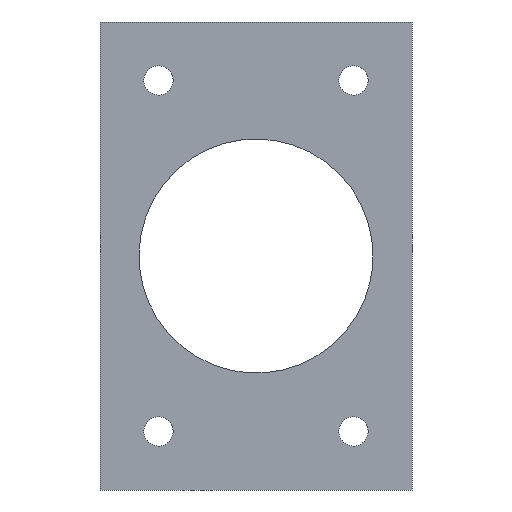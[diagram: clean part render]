
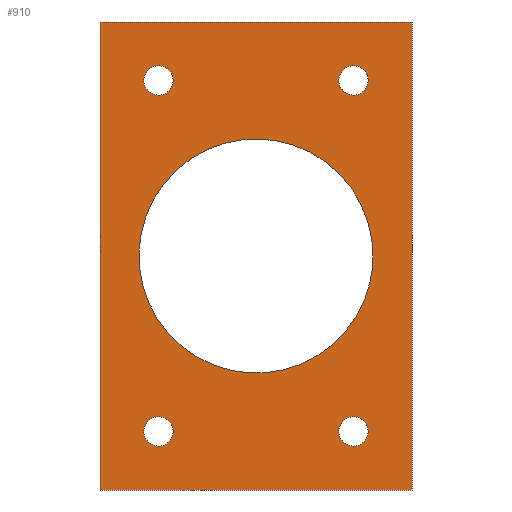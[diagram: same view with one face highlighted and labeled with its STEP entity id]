
A CAD part, front view. The second image highlights one B-rep face of the part: STEP entity #910.
In plain terms, the highlighted planar face has unit normal (0, -1, 0).
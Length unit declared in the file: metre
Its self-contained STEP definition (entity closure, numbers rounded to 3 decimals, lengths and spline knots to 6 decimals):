
#40 = CARTESIAN_POINT('NONE', (-0.0508, 0, 0.0762));
#41 = VERTEX_POINT('NONE', #40);
#42 = CARTESIAN_POINT('NONE', (0.0508, 0, 0.0762));
#43 = VERTEX_POINT('NONE', #42);
#48 = CARTESIAN_POINT('NONE', (0.0508, 0, -0.0762));
#49 = VERTEX_POINT('NONE', #48);
#52 = CARTESIAN_POINT('NONE', (-0.0508, 0, -0.0762));
#53 = VERTEX_POINT('NONE', #52);
#56 = CARTESIAN_POINT('NONE', (-0.026988, 0, 0.05715));
#57 = VERTEX_POINT('NONE', #56);
#60 = CARTESIAN_POINT('NONE', (-0.026988, 0, -0.05715));
#61 = VERTEX_POINT('NONE', #60);
#64 = CARTESIAN_POINT('NONE', (0.036513, 0, -0.05715));
#65 = VERTEX_POINT('NONE', #64);
#68 = CARTESIAN_POINT('NONE', (0.036513, 0, 0.05715));
#69 = VERTEX_POINT('NONE', #68);
#72 = CARTESIAN_POINT('NONE', (0.0381, 0, 0.));
#73 = VERTEX_POINT('NONE', #72);
#244 = DIRECTION('NONE', (1, 0, 0));
#245 = VECTOR('NONE', #244, 1);
#246 = CARTESIAN_POINT('NONE', (-0.0508, 0, 0.0762));
#247 = LINE('NONE', #246, #245);
#260 = DIRECTION('NONE', (0, 0, -1));
#261 = VECTOR('NONE', #260, 1);
#262 = CARTESIAN_POINT('NONE', (0.0508, 0, 0.0762));
#263 = LINE('NONE', #262, #261);
#272 = DIRECTION('NONE', (-1, 0, 0));
#273 = VECTOR('NONE', #272, 1);
#274 = CARTESIAN_POINT('NONE', (0.0508, 0, -0.0762));
#275 = LINE('NONE', #274, #273);
#284 = DIRECTION('NONE', (0, 0, 1));
#285 = VECTOR('NONE', #284, 1);
#286 = CARTESIAN_POINT('NONE', (-0.0508, 0, -0.0762));
#287 = LINE('NONE', #286, #285);
#292 = CARTESIAN_POINT('NONE', (-0.026988, 0, 0.05715));
#293 = CARTESIAN_POINT('NONE', (-0.026988, 0, 0.061913));
#294 = CARTESIAN_POINT('NONE', (-0.03175, 0, 0.061913));
#295 = CARTESIAN_POINT('NONE', (-0.036512, 0, 0.061912));
#296 = CARTESIAN_POINT('NONE', (-0.036513, 0, 0.05715));
#297 = CARTESIAN_POINT('NONE', (-0.036512, 0, 0.052387));
#298 = CARTESIAN_POINT('NONE', (-0.03175, 0, 0.052388));
#299 = CARTESIAN_POINT('NONE', (-0.026987, 0, 0.052387));
#300 = CARTESIAN_POINT('NONE', (-0.026988, 0, 0.05715));
#301 = (
  BOUNDED_CURVE()
  B_SPLINE_CURVE(2, (#292, #293, #294, #295, #296, #297, #298, #299, #300), .UNSPECIFIED., .F., .F.)
  B_SPLINE_CURVE_WITH_KNOTS((3, 2, 2, 2, 3), (508, 508.25, 508.5, 508.75, 509), .UNSPECIFIED.)
  CURVE()
  GEOMETRIC_REPRESENTATION_ITEM()
  RATIONAL_B_SPLINE_CURVE((1, 0.707, 1, 0.707, 1, 0.707, 1, 0.707, 1))
  REPRESENTATION_ITEM('NONE')
);
#316 = CARTESIAN_POINT('NONE', (-0.026988, 0, -0.05715));
#317 = CARTESIAN_POINT('NONE', (-0.026988, 0, -0.052387));
#318 = CARTESIAN_POINT('NONE', (-0.03175, 0, -0.052388));
#319 = CARTESIAN_POINT('NONE', (-0.036512, 0, -0.052387));
#320 = CARTESIAN_POINT('NONE', (-0.036513, 0, -0.05715));
#321 = CARTESIAN_POINT('NONE', (-0.036512, 0, -0.061912));
#322 = CARTESIAN_POINT('NONE', (-0.03175, 0, -0.061913));
#323 = CARTESIAN_POINT('NONE', (-0.026987, 0, -0.061912));
#324 = CARTESIAN_POINT('NONE', (-0.026988, 0, -0.05715));
#325 = (
  BOUNDED_CURVE()
  B_SPLINE_CURVE(2, (#316, #317, #318, #319, #320, #321, #322, #323, #324), .UNSPECIFIED., .F., .F.)
  B_SPLINE_CURVE_WITH_KNOTS((3, 2, 2, 2, 3), (509, 509.25, 509.5, 509.75, 510), .UNSPECIFIED.)
  CURVE()
  GEOMETRIC_REPRESENTATION_ITEM()
  RATIONAL_B_SPLINE_CURVE((1, 0.707, 1, 0.707, 1, 0.707, 1, 0.707, 1))
  REPRESENTATION_ITEM('NONE')
);
#340 = CARTESIAN_POINT('NONE', (0.036513, 0, -0.05715));
#341 = CARTESIAN_POINT('NONE', (0.036512, 0, -0.052387));
#342 = CARTESIAN_POINT('NONE', (0.03175, 0, -0.052388));
#343 = CARTESIAN_POINT('NONE', (0.026987, 0, -0.052387));
#344 = CARTESIAN_POINT('NONE', (0.026988, 0, -0.05715));
#345 = CARTESIAN_POINT('NONE', (0.026987, 0, -0.061912));
#346 = CARTESIAN_POINT('NONE', (0.03175, 0, -0.061913));
#347 = CARTESIAN_POINT('NONE', (0.036512, 0, -0.061912));
#348 = CARTESIAN_POINT('NONE', (0.036513, 0, -0.05715));
#349 = (
  BOUNDED_CURVE()
  B_SPLINE_CURVE(2, (#340, #341, #342, #343, #344, #345, #346, #347, #348), .UNSPECIFIED., .F., .F.)
  B_SPLINE_CURVE_WITH_KNOTS((3, 2, 2, 2, 3), (510, 510.25, 510.5, 510.75, 511), .UNSPECIFIED.)
  CURVE()
  GEOMETRIC_REPRESENTATION_ITEM()
  RATIONAL_B_SPLINE_CURVE((1, 0.707, 1, 0.707, 1, 0.707, 1, 0.707, 1))
  REPRESENTATION_ITEM('NONE')
);
#364 = CARTESIAN_POINT('NONE', (0.036513, 0, 0.05715));
#365 = CARTESIAN_POINT('NONE', (0.036512, 0, 0.061913));
#366 = CARTESIAN_POINT('NONE', (0.03175, 0, 0.061913));
#367 = CARTESIAN_POINT('NONE', (0.026987, 0, 0.061912));
#368 = CARTESIAN_POINT('NONE', (0.026988, 0, 0.05715));
#369 = CARTESIAN_POINT('NONE', (0.026987, 0, 0.052387));
#370 = CARTESIAN_POINT('NONE', (0.03175, 0, 0.052388));
#371 = CARTESIAN_POINT('NONE', (0.036512, 0, 0.052387));
#372 = CARTESIAN_POINT('NONE', (0.036513, 0, 0.05715));
#373 = (
  BOUNDED_CURVE()
  B_SPLINE_CURVE(2, (#364, #365, #366, #367, #368, #369, #370, #371, #372), .UNSPECIFIED., .F., .F.)
  B_SPLINE_CURVE_WITH_KNOTS((3, 2, 2, 2, 3), (511, 511.25, 511.5, 511.75, 512), .UNSPECIFIED.)
  CURVE()
  GEOMETRIC_REPRESENTATION_ITEM()
  RATIONAL_B_SPLINE_CURVE((1, 0.707, 1, 0.707, 1, 0.707, 1, 0.707, 1))
  REPRESENTATION_ITEM('NONE')
);
#388 = CARTESIAN_POINT('NONE', (0.0381, 0, 0.));
#389 = CARTESIAN_POINT('NONE', (0.0381, 0, 0.0381));
#390 = CARTESIAN_POINT('NONE', (0., 0, 0.0381));
#391 = CARTESIAN_POINT('NONE', (-0.0381, 0, 0.0381));
#392 = CARTESIAN_POINT('NONE', (-0.0381, 0, 0.));
#393 = CARTESIAN_POINT('NONE', (-0.0381, 0, -0.0381));
#394 = CARTESIAN_POINT('NONE', (0., 0, -0.0381));
#395 = CARTESIAN_POINT('NONE', (0.0381, 0, -0.0381));
#396 = CARTESIAN_POINT('NONE', (0.0381, 0, 0.));
#397 = (
  BOUNDED_CURVE()
  B_SPLINE_CURVE(2, (#388, #389, #390, #391, #392, #393, #394, #395, #396), .UNSPECIFIED., .F., .F.)
  B_SPLINE_CURVE_WITH_KNOTS((3, 2, 2, 2, 3), (512, 512.25, 512.5, 512.75, 513), .UNSPECIFIED.)
  CURVE()
  GEOMETRIC_REPRESENTATION_ITEM()
  RATIONAL_B_SPLINE_CURVE((1, 0.707, 1, 0.707, 1, 0.707, 1, 0.707, 1))
  REPRESENTATION_ITEM('NONE')
);
#439 = EDGE_CURVE('NONE', #41, #43, #247, .T.);
#443 = EDGE_CURVE('NONE', #43, #49, #263, .T.);
#446 = EDGE_CURVE('NONE', #49, #53, #275, .T.);
#449 = EDGE_CURVE('NONE', #53, #41, #287, .T.);
#451 = EDGE_CURVE('NONE', #57, #57, #301, .T.);
#454 = EDGE_CURVE('NONE', #61, #61, #325, .T.);
#457 = EDGE_CURVE('NONE', #65, #65, #349, .T.);
#460 = EDGE_CURVE('NONE', #69, #69, #373, .T.);
#463 = EDGE_CURVE('NONE', #73, #73, #397, .T.);
#586 = ORIENTED_EDGE('NONE', *, *, #439, .T.);
#587 = ORIENTED_EDGE('NONE', *, *, #443, .T.);
#588 = ORIENTED_EDGE('NONE', *, *, #446, .T.);
#589 = ORIENTED_EDGE('NONE', *, *, #449, .T.);
#590 = EDGE_LOOP('NONE', (#586, #587, #588, #589));
#591 = ORIENTED_EDGE('NONE', *, *, #451, .T.);
#592 = EDGE_LOOP('NONE', (#591));
#593 = ORIENTED_EDGE('NONE', *, *, #454, .T.);
#594 = EDGE_LOOP('NONE', (#593));
#595 = ORIENTED_EDGE('NONE', *, *, #457, .T.);
#596 = EDGE_LOOP('NONE', (#595));
#597 = ORIENTED_EDGE('NONE', *, *, #460, .T.);
#598 = EDGE_LOOP('NONE', (#597));
#599 = ORIENTED_EDGE('NONE', *, *, #463, .T.);
#600 = EDGE_LOOP('NONE', (#599));
#846 = CARTESIAN_POINT('NONE', (0, 0, -0));
#847 = DIRECTION('NONE', (0, 1, 0));
#848 = AXIS2_PLACEMENT_3D('NONE', #846, #847, $);
#849 = PLANE('NONE', #848);
#904 = FACE_OUTER_BOUND('NONE', #590, .F.);
#905 = FACE_BOUND('NONE', #592, .F.);
#906 = FACE_BOUND('NONE', #594, .F.);
#907 = FACE_BOUND('NONE', #596, .F.);
#908 = FACE_BOUND('NONE', #598, .F.);
#909 = FACE_BOUND('NONE', #600, .F.);
#910 = ADVANCED_FACE('NONE', (#904, #905, #906, #907, #908, #909), #849, .F.);
